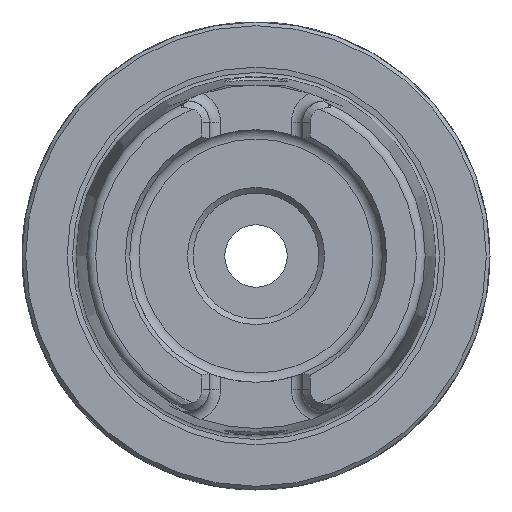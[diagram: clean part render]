
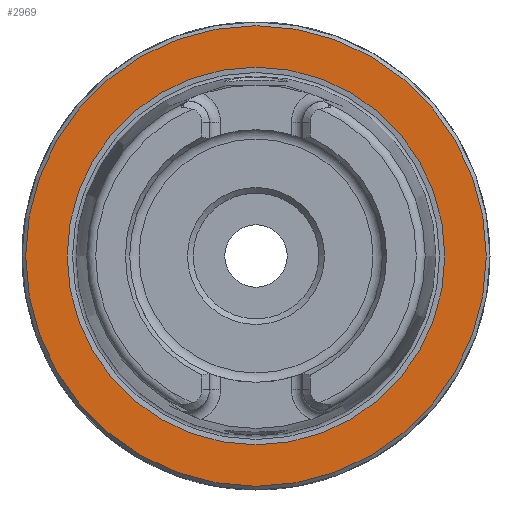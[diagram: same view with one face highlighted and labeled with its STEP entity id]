
A CAD part, left-side view. The second image highlights one B-rep face of the part: STEP entity #2969.
In plain terms, the highlighted planar face has unit normal (-1, 0, 0).
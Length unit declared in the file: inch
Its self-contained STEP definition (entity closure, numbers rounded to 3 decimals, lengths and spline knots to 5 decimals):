
#2935=CARTESIAN_POINT('',(0.0,1.22047,0.));
#2936=VERTEX_POINT('',#2935);
#2937=CARTESIAN_POINT('',(0.0,0.0,0.0));
#2938=DIRECTION('',(1.0,0.0,0.0));
#2939=DIRECTION('',(0.0,-1.0,0.0));
#2940=AXIS2_PLACEMENT_3D('',#2937,#2938,#2939);
#2941=CIRCLE('',#2940,1.22047);
#2942=EDGE_CURVE('',#2936,#2936,#2941,.T.);
#2950=CARTESIAN_POINT('',(0.0,0.62008,0.0));
#2951=DIRECTION('',(-1.0,0.0,0.0));
#2952=DIRECTION('',(0.0,0.0,1.0));
#2953=AXIS2_PLACEMENT_3D('',#2950,#2951,#2952);
#2954=PLANE('',#2953);
#2955=ORIENTED_EDGE('',*,*,#2942,.F.);
#2956=EDGE_LOOP('',(#2955));
#2957=FACE_OUTER_BOUND('',#2956,.T.);
#2958=CARTESIAN_POINT('',(0.0,1.0008,0.0));
#2959=VERTEX_POINT('',#2958);
#2960=CARTESIAN_POINT('',(0.0,0.0,0.0));
#2961=DIRECTION('',(1.0,0.0,0.0));
#2962=DIRECTION('',(0.0,1.0,0.0));
#2963=AXIS2_PLACEMENT_3D('',#2960,#2961,#2962);
#2964=CIRCLE('',#2963,1.0008);
#2965=EDGE_CURVE('',#2959,#2959,#2964,.T.);
#2966=ORIENTED_EDGE('',*,*,#2965,.T.);
#2967=EDGE_LOOP('',(#2966));
#2968=FACE_BOUND('',#2967,.T.);
#2969=ADVANCED_FACE('',(#2957,#2968),#2954,.T.);
